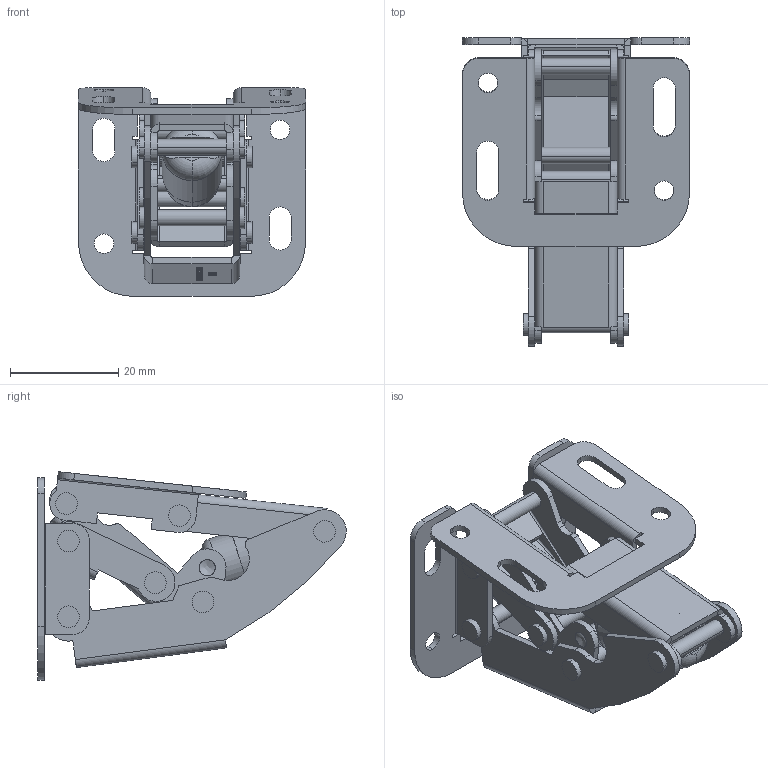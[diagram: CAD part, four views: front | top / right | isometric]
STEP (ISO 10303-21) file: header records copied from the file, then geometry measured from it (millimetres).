
FILE_DESCRIPTION (( 'STEP AP214' ), '1' );
FILE_NAME ('Assem3.STEP', '2020-09-24T22:57:31', ( '' ), ( '' ), 'SwSTEP 2.0', 'SolidWorks 2018', '' );
FILE_SCHEMA (( 'AUTOMOTIVE_DESIGN' ));
Length unit declared in the file: millimetre
Products named in the file (12): Part8; Part12; Part7; Assem3; Part9; Spring cover1; Spring cover2; 5; Part6; Base 2; Base 1; Part10
Assembly tree (16 placements, depth 2):
  Assem3
    Base 1
    Base 2
    5
    Part6
    Part7
    Part8
    Part9  x5
    Part10  x2
    Part12
    Spring cover1
    Spring cover2
Bounding box: 42 x 57.04 x 38.59 mm (x, y, z)
Volume: 9443.1 mm3; surface area: 17584 mm2
Topology: 16 solids, 16 shells, 687 faces, 1737 edges, 1121 vertices
Faces by surface type: plane 342, cylinder 234, bspline 104, torus 7
Entity records: 26067 total; most frequent: CARTESIAN_POINT 10204, ORIENTED_EDGE 3294, DIRECTION 2951, EDGE_CURVE 1647, VERTEX_POINT 1061, VECTOR 1015, LINE 1015, AXIS2_PLACEMENT_3D 968
